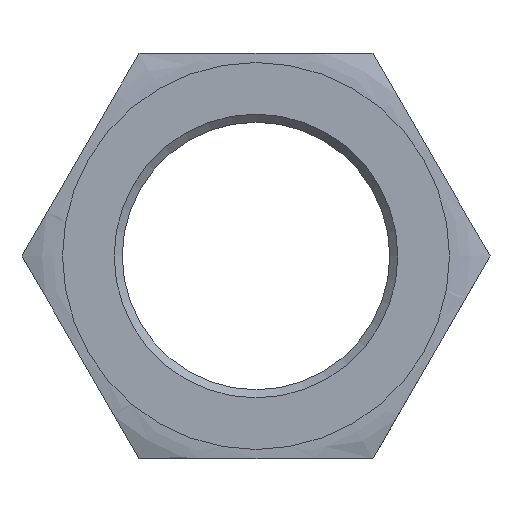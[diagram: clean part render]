
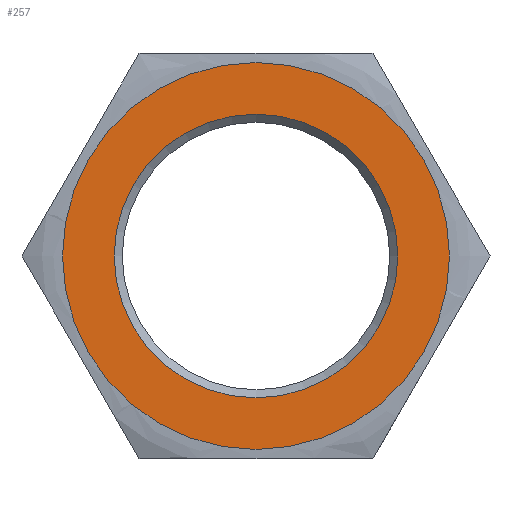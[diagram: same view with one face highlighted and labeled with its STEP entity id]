
A CAD part, front view. The second image highlights one B-rep face of the part: STEP entity #257.
In plain terms, the highlighted planar face has unit normal (0, -1, 0).
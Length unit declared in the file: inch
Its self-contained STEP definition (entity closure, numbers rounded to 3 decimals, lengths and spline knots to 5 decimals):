
#35=FACE_BOUND('',#70,.T.);
#43=PLANE('',#301);
#55=FACE_OUTER_BOUND('',#69,.T.);
#69=EDGE_LOOP('',(#230));
#70=EDGE_LOOP('',(#231,#232));
#99=CIRCLE('',#293,0.0875);
#100=CIRCLE('',#294,0.0875);
#101=CIRCLE('',#302,0.11934);
#119=VERTEX_POINT('',#441);
#120=VERTEX_POINT('',#443);
#129=VERTEX_POINT('',#507);
#150=EDGE_CURVE('',#120,#119,#99,.T.);
#151=EDGE_CURVE('',#119,#120,#100,.T.);
#166=EDGE_CURVE('',#129,#129,#101,.T.);
#230=ORIENTED_EDGE('',*,*,#166,.F.);
#231=ORIENTED_EDGE('',*,*,#150,.T.);
#232=ORIENTED_EDGE('',*,*,#151,.T.);
#257=ADVANCED_FACE('',(#55,#35),#43,.T.);
#293=AXIS2_PLACEMENT_3D('',#444,#338,#339);
#294=AXIS2_PLACEMENT_3D('',#445,#340,#341);
#301=AXIS2_PLACEMENT_3D('',#506,#360,#361);
#302=AXIS2_PLACEMENT_3D('',#508,#362,#363);
#338=DIRECTION('center_axis',(0.,1.,0.));
#339=DIRECTION('ref_axis',(0.,0.,-1.));
#340=DIRECTION('center_axis',(0.,1.,0.));
#341=DIRECTION('ref_axis',(0.,0.,-1.));
#360=DIRECTION('center_axis',(0.,-1.,0.));
#361=DIRECTION('ref_axis',(0.,0.,-1.));
#362=DIRECTION('center_axis',(0.,1.,0.));
#363=DIRECTION('ref_axis',(0.,0.,1.));
#441=CARTESIAN_POINT('',(0.,-0.375,0.0875));
#443=CARTESIAN_POINT('',(0.,-0.375,-0.0875));
#444=CARTESIAN_POINT('Origin',(0.,-0.375,0.));
#445=CARTESIAN_POINT('Origin',(0.,-0.375,0.));
#506=CARTESIAN_POINT('Origin',(-0.07217,-0.375,-0.125));
#507=CARTESIAN_POINT('',(0.,-0.375,0.11934));
#508=CARTESIAN_POINT('Origin',(0.,-0.375,0.));
